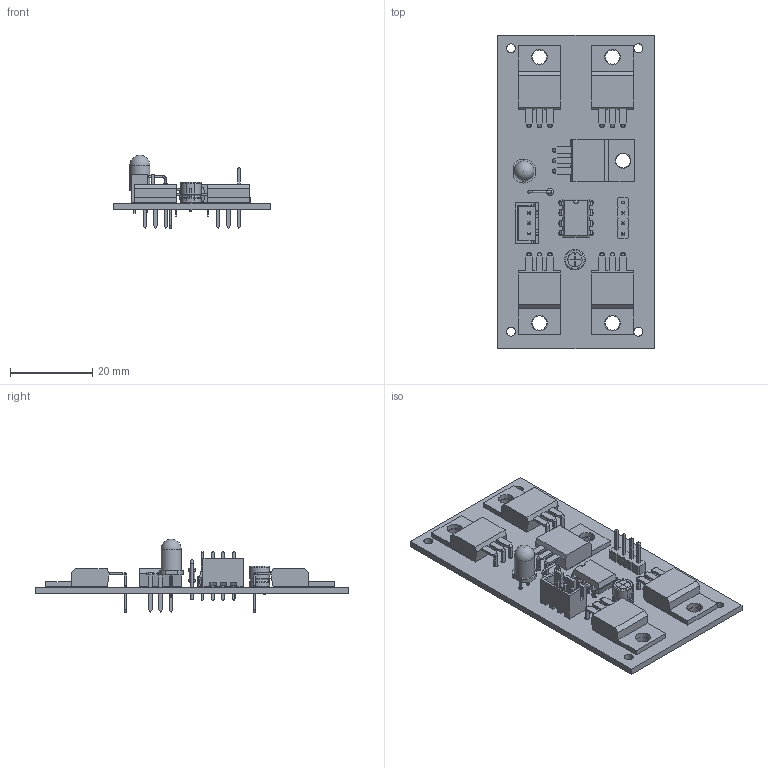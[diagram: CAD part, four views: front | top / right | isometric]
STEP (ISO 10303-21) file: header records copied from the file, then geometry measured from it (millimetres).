
FILE_DESCRIPTION(('KiCad electronic assembly'),'2;1');
FILE_NAME('AC_M.step','2025-02-26T15:35:22',('Pcbnew'),('Kicad'), 'Open CASCADE STEP processor 7.6','KiCad to STEP converter','Unknown' );
FILE_SCHEMA(('AUTOMOTIVE_DESIGN { 1 0 10303 214 1 1 1 1 }'));
Length unit declared in the file: millimetre
Products named in the file (16): AC_M 1; TO-220-3_Horizontal_TabDown; SOLID; LED_D5.0mm; PinHeader_1x04_P2.54mm_Vertical; JST_XH_B3B-XH-A_1x03_P2.50mm_Vertical; DIP-8_W7.62mm; R_Axial_DIN0204_L3.6mm_D1.6mm_P5.08mm_Vertical; CP_Radial_D5.0mm_P2.50mm; _autosave-AC_M PCB
Assembly tree (19 placements, depth 3):
  AC_M 1
    TO-220-3_Horizontal_TabDown  x5
      SOLID
    LED_D5.0mm
      SOLID
    PinHeader_1x04_P2.54mm_Vertical
      SOLID
    JST_XH_B3B-XH-A_1x03_P2.50mm_Vertical
      SOLID
    DIP-8_W7.62mm
      SOLID
    R_Axial_DIN0204_L3.6mm_D1.6mm_P5.08mm_Vertical
      SOLID
    CP_Radial_D5.0mm_P2.50mm
      SOLID
    _autosave-AC_M PCB
Bounding box: 38.1 x 76.2 x 17.93 mm (x, y, z)
Volume: 7632.7 mm3; surface area: 10722.8 mm2
Topology: 12 solids, 13 shells, 898 faces, 2317 edges, 1467 vertices
Faces by surface type: plane 752, cylinder 108, bspline 26, torus 6, revolution 5, sphere 1
Full cylindrical faces by diameter (mm): 0.5 x6, 0.7 x2, 0.8 x10, 0.9 x2, 0.95 x3, 1 x4, 1.1 x15, 1.44 x1, 1.6 x2, 2.2 x4, 3.5 x5, 3.735 x5, 4.9 x1
Entity records: 42946 total; most frequent: CARTESIAN_POINT 9102, DIRECTION 5525, LINE 3896, VECTOR 3896, ORIENTED_EDGE 2952, PCURVE 2952, DEFINITIONAL_REPRESENTATION 2952, EDGE_CURVE 1476
